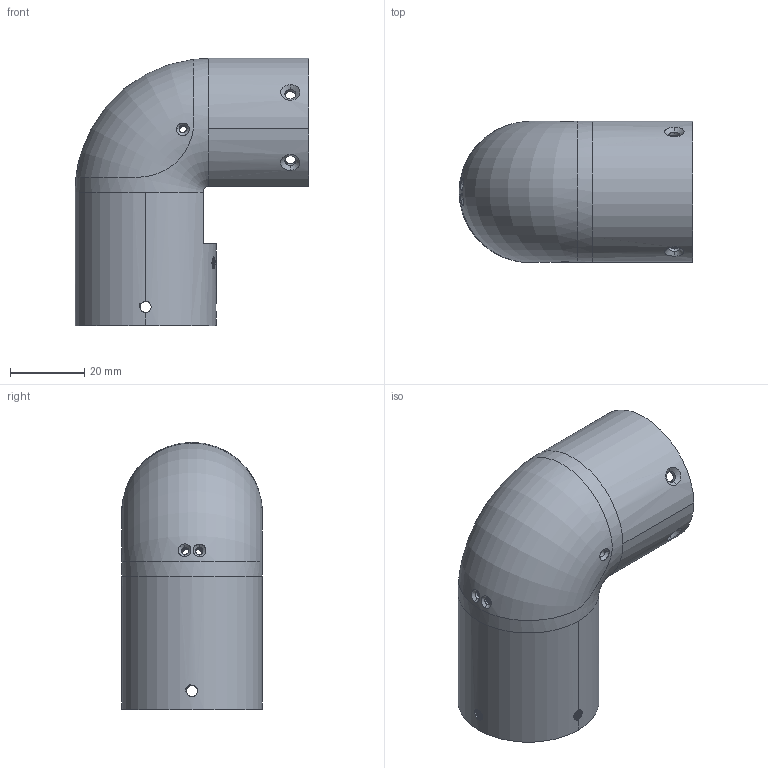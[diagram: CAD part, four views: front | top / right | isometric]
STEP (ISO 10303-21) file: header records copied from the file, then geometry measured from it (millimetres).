
FILE_DESCRIPTION (( 'STEP AP214' ), '1' );
FILE_NAME ('Ong_duoi_cung_da_sua.STEP', '2022-08-03T16:15:11', ( 'pc' ), ( '' ), 'SwSTEP 2.0', 'SolidWorks 2018', '' );
FILE_SCHEMA (( 'AUTOMOTIVE_DESIGN' ));
Length unit declared in the file: millimetre
Products named in the file (1): Ong_duoi_cung_da_sua
Bounding box: 63 x 38 x 72 mm (x, y, z)
Volume: 19199.7 mm3; surface area: 20755.6 mm2
Topology: 2 solids, 2 shells, 309 faces, 871 edges, 561 vertices
Faces by surface type: cylinder 177, bspline 48, plane 47, cone 29, torus 8
Entity records: 24758 total; most frequent: CARTESIAN_POINT 18019, ORIENTED_EDGE 1742, DIRECTION 1004, EDGE_CURVE 871, VERTEX_POINT 561, AXIS2_PLACEMENT_3D 358, EDGE_LOOP 348, ADVANCED_FACE 309
